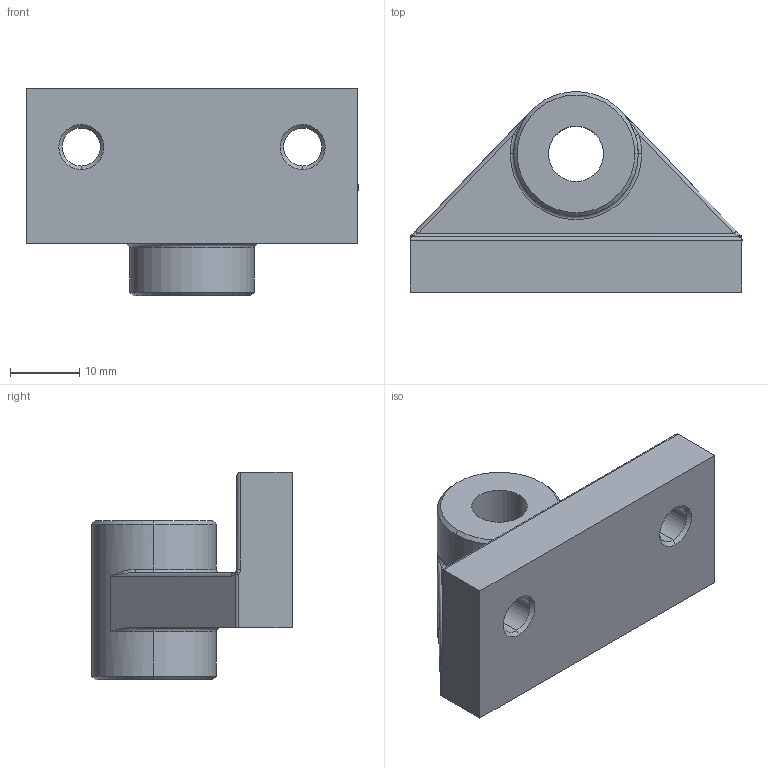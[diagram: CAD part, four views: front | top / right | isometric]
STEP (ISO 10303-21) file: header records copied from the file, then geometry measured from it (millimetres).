
FILE_DESCRIPTION (( 'STEP AP203' ), '1' );
FILE_NAME ('084.528.001.STEP', '2013-01-28T10:54:16', ( 'Alusic' ), ( 'Alusic' ), 'SwSTEP 2.0', 'SolidWorks 2011', '' );
FILE_SCHEMA (( 'CONFIG_CONTROL_DESIGN' ));
Length unit declared in the file: millimetre
Products named in the file (1): 084.528.001
Bounding box: 48 x 29 x 30 mm (x, y, z)
Volume: 15542.5 mm3; surface area: 5982.7 mm2
Topology: 1 solids, 1 shells, 56 faces, 131 edges, 74 vertices
Faces by surface type: cylinder 18, cone 12, plane 11, torus 8, bspline 5, sphere 2
Entity records: 1761 total; most frequent: CARTESIAN_POINT 427, DIRECTION 279, ORIENTED_EDGE 256, EDGE_CURVE 128, AXIS2_PLACEMENT_3D 114, VERTEX_POINT 74, EDGE_LOOP 62, CIRCLE 62
